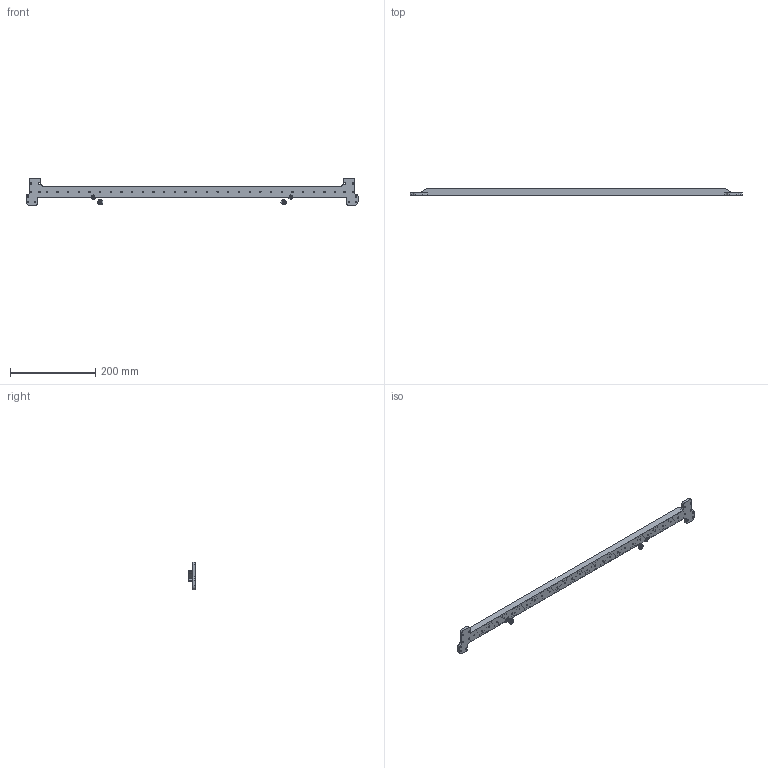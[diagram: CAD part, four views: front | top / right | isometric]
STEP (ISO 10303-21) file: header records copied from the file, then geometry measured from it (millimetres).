
FILE_DESCRIPTION (( 'STEP AP214' ), '1' );
FILE_NAME ('crossbar_with_keep_nuts-10mm.STEP', '2020-06-14T18:05:03', ( '' ), ( '' ), 'SwSTEP 2.0', 'SolidWorks 2019', '' );
FILE_SCHEMA (( 'AUTOMOTIVE_DESIGN' ));
Length unit declared in the file: millimetre
Products named in the file (3): crossbar_6mm_for_700mm_mgn12_rail_Pocketed Crossbar; m4_composite_insert_93918A102_93918A102; crossbar_with_keep_nuts-10mm
Assembly tree (5 placements, depth 2):
  crossbar_with_keep_nuts-10mm
    m4_composite_insert_93918A102_93918A102  x4
    crossbar_6mm_for_700mm_mgn12_rail_Pocketed Crossbar
Bounding box: 777 x 16 x 65 mm (x, y, z)
Volume: 143275.5 mm3; surface area: 109541.6 mm2
Topology: 5 solids, 5 shells, 1163 faces, 3089 edges, 2058 vertices
Faces by surface type: plane 644, cylinder 495, cone 12, bspline 12
Entity records: 18508 total; most frequent: CARTESIAN_POINT 4201, DIRECTION 2978, ORIENTED_EDGE 2926, EDGE_CURVE 1463, AXIS2_PLACEMENT_3D 1067, VERTEX_POINT 975, LINE 844, VECTOR 844
